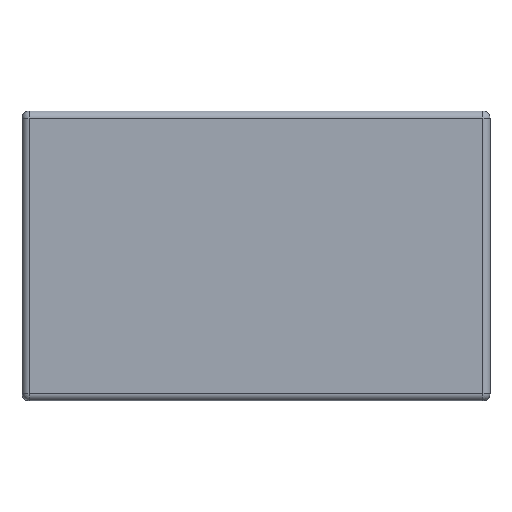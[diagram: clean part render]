
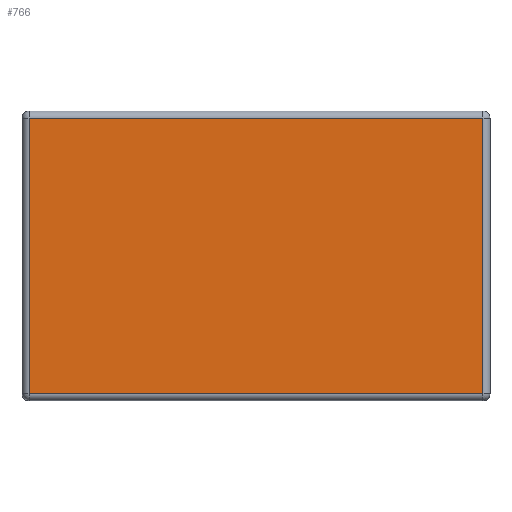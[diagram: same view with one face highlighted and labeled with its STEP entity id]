
A CAD part, top view. The second image highlights one B-rep face of the part: STEP entity #766.
In plain terms, the highlighted planar face has unit normal (0, 0, 1).
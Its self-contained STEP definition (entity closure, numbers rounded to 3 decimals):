
#144=ORIENTED_EDGE('',*,*,#248,.T.);
#145=ORIENTED_EDGE('',*,*,#249,.T.);
#146=ORIENTED_EDGE('',*,*,#250,.T.);
#147=ORIENTED_EDGE('',*,*,#251,.T.);
#248=EDGE_CURVE('',#304,#305,#360,.T.);
#249=EDGE_CURVE('',#305,#306,#361,.T.);
#250=EDGE_CURVE('',#306,#307,#362,.T.);
#251=EDGE_CURVE('',#307,#304,#363,.T.);
#304=VERTEX_POINT('',#1108);
#305=VERTEX_POINT('',#1109);
#306=VERTEX_POINT('',#1111);
#307=VERTEX_POINT('',#1113);
#360=LINE('',#1107,#416);
#361=LINE('',#1110,#417);
#362=LINE('',#1112,#418);
#363=LINE('',#1114,#419);
#416=VECTOR('',#937,1000.);
#417=VECTOR('',#938,1000.);
#418=VECTOR('',#939,1000.);
#419=VECTOR('',#940,1000.);
#443=EDGE_LOOP('',(#144,#145,#146,#147));
#479=FACE_BOUND('',#443,.T.);
#512=PLANE('',#808);
#766=ADVANCED_FACE('',(#479),#512,.T.);
#808=AXIS2_PLACEMENT_3D('',#1106,#935,#936);
#935=DIRECTION('',(0.,0.,1.));
#936=DIRECTION('',(1.,0.,0.));
#937=DIRECTION('',(1.,0.,0.));
#938=DIRECTION('',(0.,1.,0.));
#939=DIRECTION('',(-1.,0.,0.));
#940=DIRECTION('',(0.,-1.,0.));
#1106=CARTESIAN_POINT('',(0.,0.,0.35));
#1107=CARTESIAN_POINT('',(0.509,-0.309,0.35));
#1108=CARTESIAN_POINT('',(-0.509,-0.309,0.35));
#1109=CARTESIAN_POINT('',(0.509,-0.309,0.35));
#1110=CARTESIAN_POINT('',(0.509,0.309,0.35));
#1111=CARTESIAN_POINT('',(0.509,0.309,0.35));
#1112=CARTESIAN_POINT('',(-0.509,0.309,0.35));
#1113=CARTESIAN_POINT('',(-0.509,0.309,0.35));
#1114=CARTESIAN_POINT('',(-0.509,-0.309,0.35));
